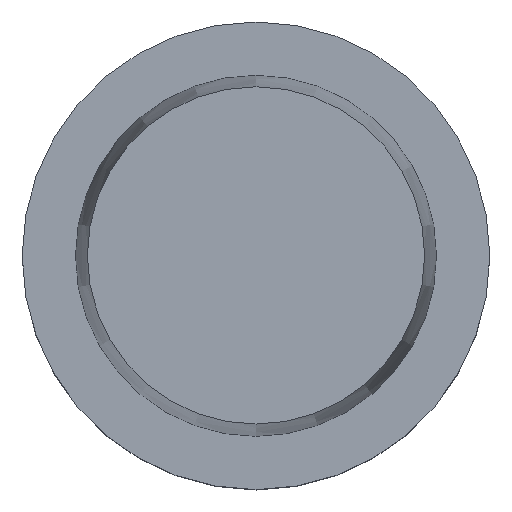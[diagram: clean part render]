
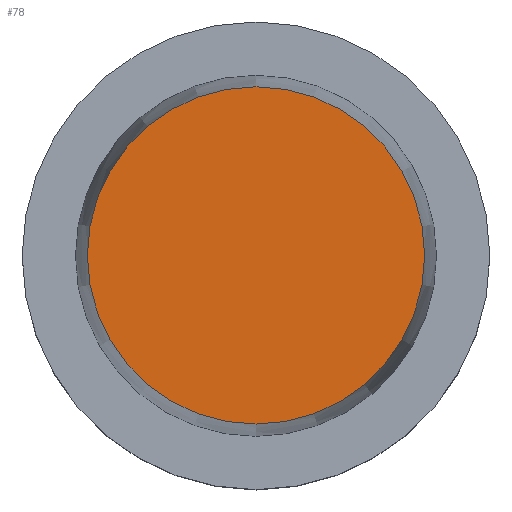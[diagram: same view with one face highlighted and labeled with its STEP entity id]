
A CAD part, top view. The second image highlights one B-rep face of the part: STEP entity #78.
In plain terms, the highlighted planar face has unit normal (0, 0, 1).
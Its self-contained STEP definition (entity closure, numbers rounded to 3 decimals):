
#78=ADVANCED_FACE('',(#101),#102,.T.);
#101=FACE_OUTER_BOUND('',#150,.T.);
#102=PLANE('',#151);
#150=EDGE_LOOP('',(#205));
#151=AXIS2_PLACEMENT_3D('',#206,#207,#208);
#205=ORIENTED_EDGE('',*,*,#277,.F.);
#206=CARTESIAN_POINT('',(0.,11.357,32.0));
#207=DIRECTION('',(0.,0.,1.0));
#208=DIRECTION('',(0.,-1.0,0.));
#277=EDGE_CURVE('',#296,#296,#297,.T.);
#296=VERTEX_POINT('',#328);
#297=CIRCLE('',#329,22.715);
#328=CARTESIAN_POINT('',(0.,22.715,32.0));
#329=AXIS2_PLACEMENT_3D('',#363,#364,#365);
#363=CARTESIAN_POINT('',(0.,0.,32.0));
#364=DIRECTION('',(0.,0.,-1.0));
#365=DIRECTION('',(0.,1.0,0.));
